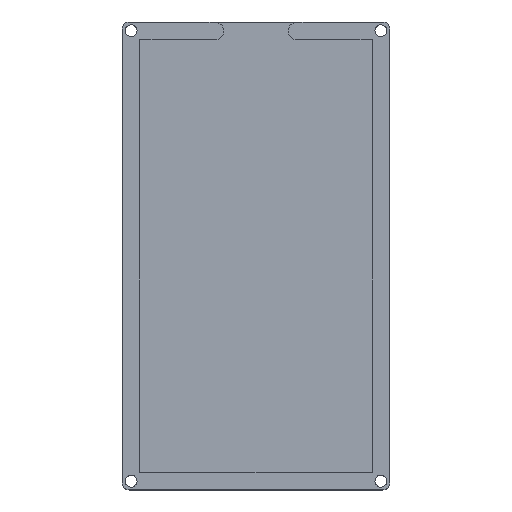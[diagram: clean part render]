
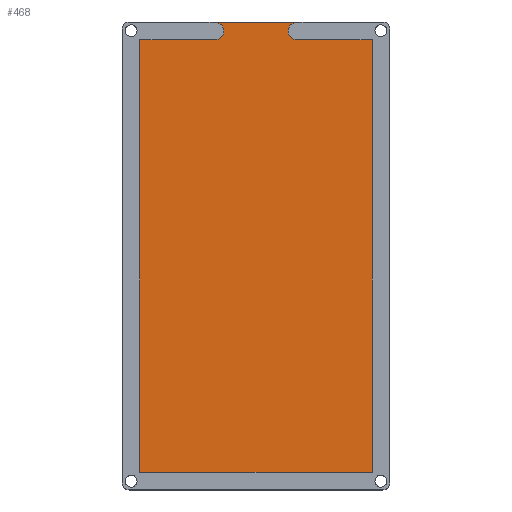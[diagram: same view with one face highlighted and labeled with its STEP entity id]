
A CAD part, top view. The second image highlights one B-rep face of the part: STEP entity #468.
In plain terms, the highlighted planar face has unit normal (0, 0, 1).
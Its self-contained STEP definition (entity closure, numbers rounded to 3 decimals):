
#30=PLANE('',#526);
#50=FACE_OUTER_BOUND('',#78,.T.);
#78=EDGE_LOOP('',(#391,#392,#393,#394,#395,#396,#397,#398,#399,#400));
#107=LINE('',#744,#149);
#120=LINE('',#781,#162);
#123=LINE('',#785,#165);
#124=LINE('',#789,#166);
#125=LINE('',#790,#167);
#126=LINE('',#791,#168);
#149=VECTOR('',#597,10.);
#162=VECTOR('',#638,10.);
#165=VECTOR('',#643,10.);
#166=VECTOR('',#646,10.);
#167=VECTOR('',#647,10.);
#168=VECTOR('',#648,10.);
#176=CIRCLE('',#493,2.4);
#178=CIRCLE('',#496,5.);
#189=CIRCLE('',#509,2.4);
#194=CIRCLE('',#523,5.);
#201=VERTEX_POINT('',#684);
#202=VERTEX_POINT('',#686);
#204=VERTEX_POINT('',#692);
#224=VERTEX_POINT('',#736);
#225=VERTEX_POINT('',#738);
#226=VERTEX_POINT('',#742);
#235=VERTEX_POINT('',#776);
#236=VERTEX_POINT('',#780);
#237=VERTEX_POINT('',#787);
#238=VERTEX_POINT('',#788);
#245=EDGE_CURVE('',#201,#202,#176,.F.);
#249=EDGE_CURVE('',#204,#201,#178,.F.);
#271=EDGE_CURVE('',#224,#225,#189,.F.);
#274=EDGE_CURVE('',#226,#224,#107,.T.);
#290=EDGE_CURVE('',#225,#235,#194,.F.);
#292=EDGE_CURVE('',#202,#236,#120,.T.);
#295=EDGE_CURVE('',#235,#204,#123,.T.);
#296=EDGE_CURVE('',#237,#238,#124,.T.);
#297=EDGE_CURVE('',#236,#237,#125,.T.);
#298=EDGE_CURVE('',#238,#226,#126,.T.);
#391=ORIENTED_EDGE('',*,*,#296,.F.);
#392=ORIENTED_EDGE('',*,*,#297,.F.);
#393=ORIENTED_EDGE('',*,*,#292,.F.);
#394=ORIENTED_EDGE('',*,*,#245,.F.);
#395=ORIENTED_EDGE('',*,*,#249,.F.);
#396=ORIENTED_EDGE('',*,*,#295,.F.);
#397=ORIENTED_EDGE('',*,*,#290,.F.);
#398=ORIENTED_EDGE('',*,*,#271,.F.);
#399=ORIENTED_EDGE('',*,*,#274,.F.);
#400=ORIENTED_EDGE('',*,*,#298,.F.);
#468=ADVANCED_FACE('',(#50),#30,.T.);
#493=AXIS2_PLACEMENT_3D('',#687,#546,#547);
#496=AXIS2_PLACEMENT_3D('',#694,#554,#555);
#509=AXIS2_PLACEMENT_3D('',#739,#591,#592);
#523=AXIS2_PLACEMENT_3D('',#777,#633,#634);
#526=AXIS2_PLACEMENT_3D('',#786,#644,#645);
#546=DIRECTION('center_axis',(0.,0.,-1.));
#547=DIRECTION('ref_axis',(-0.981,-0.196,0.));
#554=DIRECTION('center_axis',(0.,0.,-1.));
#555=DIRECTION('ref_axis',(-0.707,0.707,0.));
#591=DIRECTION('center_axis',(0.,0.,-1.));
#592=DIRECTION('ref_axis',(0.981,-0.196,0.));
#597=DIRECTION('',(1.,0.,0.));
#633=DIRECTION('center_axis',(0.,0.,-1.));
#634=DIRECTION('ref_axis',(0.707,0.707,0.));
#638=DIRECTION('',(1.,0.,0.));
#643=DIRECTION('',(1.,0.,0.));
#644=DIRECTION('center_axis',(0.,0.,1.));
#645=DIRECTION('ref_axis',(1.,0.,0.));
#646=DIRECTION('',(-1.,0.,0.));
#647=DIRECTION('',(0.,-1.,0.));
#648=DIRECTION('',(0.,1.,0.));
#684=CARTESIAN_POINT('',(99.468,182.615,3.));
#686=CARTESIAN_POINT('',(100.392,178.,3.));
#687=CARTESIAN_POINT('Origin',(100.392,180.4,3.));
#692=CARTESIAN_POINT('',(101.392,183.,3.));
#694=CARTESIAN_POINT('Origin',(101.392,178.,3.));
#736=CARTESIAN_POINT('',(77.392,178.,3.));
#738=CARTESIAN_POINT('',(78.315,182.615,3.));
#739=CARTESIAN_POINT('Origin',(77.392,180.4,3.));
#742=CARTESIAN_POINT('',(55.892,178.,3.));
#744=CARTESIAN_POINT('',(72.392,178.,3.));
#776=CARTESIAN_POINT('',(76.392,183.,3.));
#777=CARTESIAN_POINT('Origin',(76.392,178.,3.));
#780=CARTESIAN_POINT('',(121.892,178.,3.));
#781=CARTESIAN_POINT('',(72.392,178.,3.));
#785=CARTESIAN_POINT('',(107.892,183.,3.));
#786=CARTESIAN_POINT('Origin',(88.892,116.5,3.));
#787=CARTESIAN_POINT('',(121.892,55.,3.));
#788=CARTESIAN_POINT('',(55.892,55.,3.));
#789=CARTESIAN_POINT('',(105.392,55.,3.));
#790=CARTESIAN_POINT('',(121.892,147.25,3.));
#791=CARTESIAN_POINT('',(55.892,85.75,3.));
